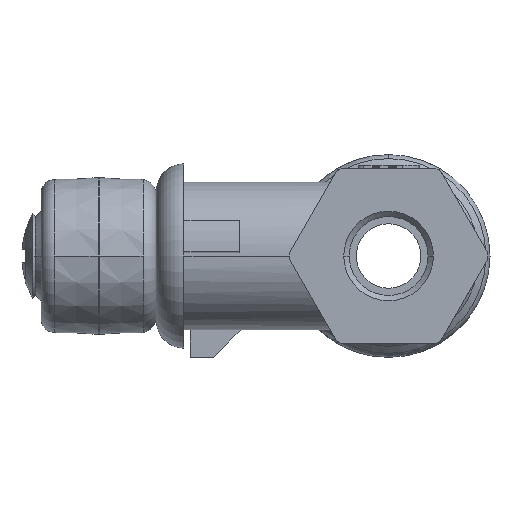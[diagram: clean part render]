
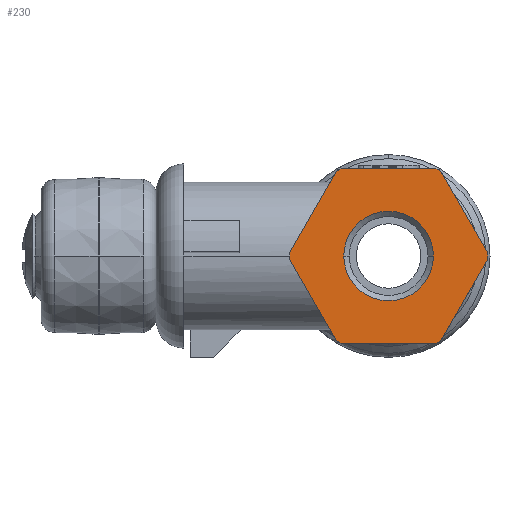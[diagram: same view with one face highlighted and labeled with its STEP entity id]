
A CAD part, left-side view. The second image highlights one B-rep face of the part: STEP entity #230.
In plain terms, the highlighted planar face has unit normal (-1, 0, 0).
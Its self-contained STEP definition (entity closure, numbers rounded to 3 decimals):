
#230=ADVANCED_FACE('',(#609,#610),#611,.T.);
#609=FACE_BOUND('',#989,.T.);
#610=FACE_OUTER_BOUND('',#990,.T.);
#611=PLANE('',#991);
#989=EDGE_LOOP('',(#2492,#2493));
#990=EDGE_LOOP('',(#2494,#2495,#2496,#2497,#2498,#2499,#2500,#2501,#2502,#2503,#2504,#2505));
#991=AXIS2_PLACEMENT_3D('',#2506,#2507,#2508);
#2492=ORIENTED_EDGE('',*,*,#2654,.T.);
#2493=ORIENTED_EDGE('',*,*,#2728,.T.);
#2494=ORIENTED_EDGE('',*,*,#2970,.F.);
#2495=ORIENTED_EDGE('',*,*,#2989,.T.);
#2496=ORIENTED_EDGE('',*,*,#2950,.F.);
#2497=ORIENTED_EDGE('',*,*,#2985,.T.);
#2498=ORIENTED_EDGE('',*,*,#2954,.F.);
#2499=ORIENTED_EDGE('',*,*,#2982,.T.);
#2500=ORIENTED_EDGE('',*,*,#2958,.F.);
#2501=ORIENTED_EDGE('',*,*,#2980,.T.);
#2502=ORIENTED_EDGE('',*,*,#2962,.F.);
#2503=ORIENTED_EDGE('',*,*,#2977,.T.);
#2504=ORIENTED_EDGE('',*,*,#2966,.F.);
#2505=ORIENTED_EDGE('',*,*,#2974,.T.);
#2506=CARTESIAN_POINT('',(-24.,-2.475,0.0));
#2507=DIRECTION('',(-1.0,0.0,0.0));
#2508=DIRECTION('',(0.0,1.0,-0.0));
#2654=EDGE_CURVE('',#3258,#3260,#3262,.T.);
#2728=EDGE_CURVE('',#3260,#3258,#3384,.T.);
#2950=EDGE_CURVE('',#3715,#3716,#3717,.T.);
#2954=EDGE_CURVE('',#3722,#3723,#3724,.T.);
#2958=EDGE_CURVE('',#3730,#3731,#3732,.T.);
#2962=EDGE_CURVE('',#3738,#3739,#3740,.T.);
#2966=EDGE_CURVE('',#3745,#3746,#3747,.T.);
#2970=EDGE_CURVE('',#3753,#3754,#3755,.T.);
#2974=EDGE_CURVE('',#3745,#3754,#3761,.T.);
#2977=EDGE_CURVE('',#3738,#3746,#3764,.T.);
#2980=EDGE_CURVE('',#3730,#3739,#3767,.T.);
#2982=EDGE_CURVE('',#3722,#3731,#3769,.T.);
#2985=EDGE_CURVE('',#3715,#3723,#3772,.T.);
#2989=EDGE_CURVE('',#3753,#3716,#3776,.T.);
#3258=VERTEX_POINT('',#4508);
#3260=VERTEX_POINT('',#4511);
#3262=CIRCLE('',#4514,4.86);
#3384=CIRCLE('',#4687,4.86);
#3715=VERTEX_POINT('',#5551);
#3716=VERTEX_POINT('',#5552);
#3717=CIRCLE('',#5553,10.75);
#3722=VERTEX_POINT('',#5560);
#3723=VERTEX_POINT('',#5561);
#3724=CIRCLE('',#5562,10.75);
#3730=VERTEX_POINT('',#5570);
#3731=VERTEX_POINT('',#5571);
#3732=CIRCLE('',#5572,10.75);
#3738=VERTEX_POINT('',#5580);
#3739=VERTEX_POINT('',#5581);
#3740=CIRCLE('',#5582,10.75);
#3745=VERTEX_POINT('',#5589);
#3746=VERTEX_POINT('',#5590);
#3747=CIRCLE('',#5591,10.75);
#3753=VERTEX_POINT('',#5599);
#3754=VERTEX_POINT('',#5600);
#3755=CIRCLE('',#5601,10.75);
#3761=LINE('',#5609,#5610);
#3764=LINE('',#5635,#5636);
#3767=LINE('',#5661,#5662);
#3769=LINE('',#5675,#5676);
#3772=LINE('',#5701,#5702);
#3776=LINE('',#5739,#5740);
#4508=CARTESIAN_POINT('',(-24.0,4.86,0.0));
#4511=CARTESIAN_POINT('',(-24.,-4.86,0.));
#4514=AXIS2_PLACEMENT_3D('',#6014,#6015,#6016);
#4687=AXIS2_PLACEMENT_3D('',#6134,#6135,#6136);
#5551=CARTESIAN_POINT('',(-24.0,5.667,9.135));
#5552=CARTESIAN_POINT('',(-24.0,5.078,9.475));
#5553=AXIS2_PLACEMENT_3D('',#6496,#6497,#6498);
#5560=CARTESIAN_POINT('',(-24.0,10.745,-0.34));
#5561=CARTESIAN_POINT('',(-24.0,10.745,0.34));
#5562=AXIS2_PLACEMENT_3D('',#6504,#6505,#6506);
#5570=CARTESIAN_POINT('',(-24.0,5.078,-9.475));
#5571=CARTESIAN_POINT('',(-24.0,5.667,-9.135));
#5572=AXIS2_PLACEMENT_3D('',#6512,#6513,#6514);
#5580=CARTESIAN_POINT('',(-24.0,-5.667,-9.135));
#5581=CARTESIAN_POINT('',(-24.0,-5.078,-9.475));
#5582=AXIS2_PLACEMENT_3D('',#6520,#6521,#6522);
#5589=CARTESIAN_POINT('',(-24.0,-10.745,0.34));
#5590=CARTESIAN_POINT('',(-24.0,-10.745,-0.34));
#5591=AXIS2_PLACEMENT_3D('',#6528,#6529,#6530);
#5599=CARTESIAN_POINT('',(-24.0,-5.078,9.475));
#5600=CARTESIAN_POINT('',(-24.0,-5.667,9.135));
#5601=AXIS2_PLACEMENT_3D('',#6536,#6537,#6538);
#5609=CARTESIAN_POINT('',(-24.0,-9.574,2.368));
#5610=VECTOR('',#6544,1.0);
#5635=CARTESIAN_POINT('',(-24.0,-7.522,-5.922));
#5636=VECTOR('',#6545,1.0);
#5661=CARTESIAN_POINT('',(-24.0,-1.368,-9.475));
#5662=VECTOR('',#6546,1.0);
#5675=CARTESIAN_POINT('',(-24.0,6.838,-7.107));
#5676=VECTOR('',#6547,1.0);
#5701=CARTESIAN_POINT('',(-24.0,8.89,3.553));
#5702=VECTOR('',#6548,1.0);
#5739=CARTESIAN_POINT('',(-24.0,-1.368,9.475));
#5740=VECTOR('',#6549,1.0);
#6014=CARTESIAN_POINT('',(-24.,0.0,0.0));
#6015=DIRECTION('',(1.0,0.0,-0.0));
#6016=DIRECTION('',(0.0,1.0,0.0));
#6134=CARTESIAN_POINT('',(-24.,0.0,0.0));
#6135=DIRECTION('',(1.0,0.0,-0.0));
#6136=DIRECTION('',(0.0,1.0,0.0));
#6496=CARTESIAN_POINT('',(-24.0,0.0,0.0));
#6497=DIRECTION('',(1.0,0.,0.));
#6498=DIRECTION('',(0.,0.,-1.0));
#6504=CARTESIAN_POINT('',(-24.0,0.0,0.0));
#6505=DIRECTION('',(1.0,0.,0.));
#6506=DIRECTION('',(0.,0.,-1.0));
#6512=CARTESIAN_POINT('',(-24.0,0.0,0.0));
#6513=DIRECTION('',(1.0,0.,0.));
#6514=DIRECTION('',(0.,0.,-1.0));
#6520=CARTESIAN_POINT('',(-24.0,0.0,0.0));
#6521=DIRECTION('',(1.0,0.,0.));
#6522=DIRECTION('',(0.,0.,-1.0));
#6528=CARTESIAN_POINT('',(-24.0,0.0,0.0));
#6529=DIRECTION('',(1.0,0.,0.));
#6530=DIRECTION('',(0.,0.,-1.0));
#6536=CARTESIAN_POINT('',(-24.0,0.0,0.0));
#6537=DIRECTION('',(1.0,0.,0.));
#6538=DIRECTION('',(0.,0.,-1.0));
#6544=DIRECTION('',(0.,0.5,0.866));
#6545=DIRECTION('',(0.,-0.5,0.866));
#6546=DIRECTION('',(0.,-1.0,0.));
#6547=DIRECTION('',(0.,-0.5,-0.866));
#6548=DIRECTION('',(0.,0.5,-0.866));
#6549=DIRECTION('',(0.,1.0,0.));
